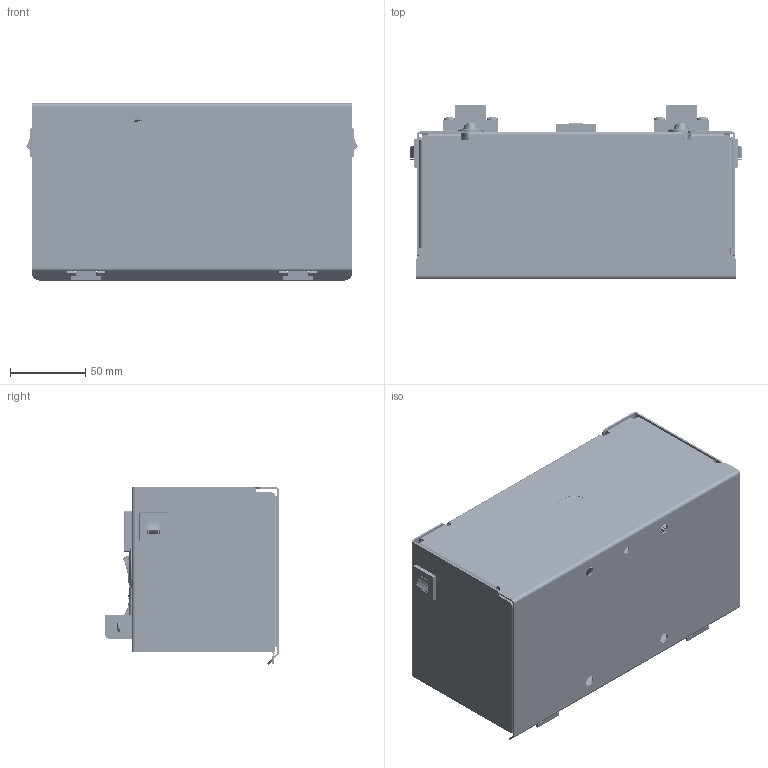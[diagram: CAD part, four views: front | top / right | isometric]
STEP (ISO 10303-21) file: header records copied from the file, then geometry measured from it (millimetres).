
FILE_DESCRIPTION(/* description */ (''),/* implementation_level */ '2;1');
FILE_NAME(/* name */ 'EPS-D100AC1-120-24-F.stp',/* time_stamp */ '2023-12-04T15:36:29-05:00',/* author */ ('cbunnell'),/* organization */ (''),/* preprocessor_version */ 'ST-DEVELOPER v19.2',/* originating_system */ 'Autodesk Inventor 2024',/* authorisation */ '');
FILE_SCHEMA (('AUTOMOTIVE_DESIGN { 1 0 10303 214 3 1 1 }'));
Products named in the file (1): 30E90013G01_Simplify_1
Bounding box: 220.72 x 115.67 x 118.08 mm (x, y, z)
Volume: 645204.7 mm3; surface area: 381676.7 mm2
Topology: 8 solids, 39 shells, 9196 faces, 24715 edges, 16119 vertices
Faces by surface type: plane 5593, cylinder 1830, bspline 1188, cone 435, torus 122, sphere 28
Full cylindrical faces by diameter (mm): 0.242 x1, 0.298 x1, 0.35 x2, 0.7 x2, 1 x8, 1.4 x2, 1.5 x6, 1.6 x23, 1.7 x3, 1.854 x4, 2 x10, 2.3 x5, 2.35 x1, 2.474 x60, 2.5 x2, 3 x1, 3.134 x47, 3.3 x9, 3.5 x3, 3.505 x52, 3.57 x5, 3.795 x16, 3.81 x8, 3.95 x13, 4 x24, 4.1 x16, 4.166 x41, 4.231 x1, 4.826 x16, 4.953 x2
Entity records: 362130 total; most frequent: CARTESIAN_POINT 136911, ORIENTED_EDGE 49410, DIRECTION 43552, EDGE_CURVE 24705, VERTEX_POINT 16125, AXIS2_PLACEMENT_3D 14687, LINE 14178, VECTOR 14178
